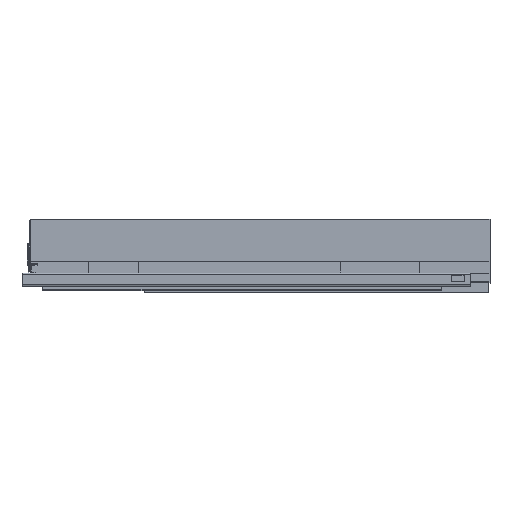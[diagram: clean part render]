
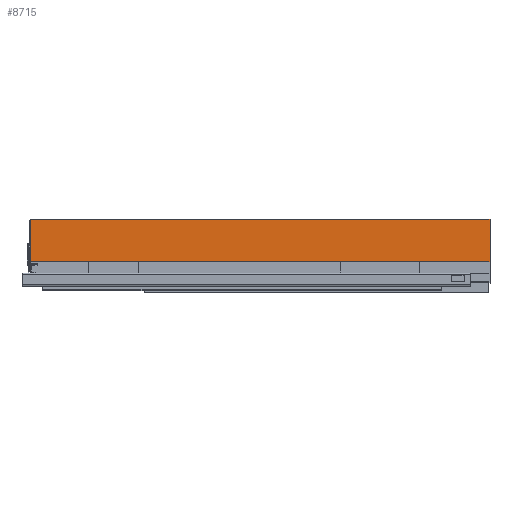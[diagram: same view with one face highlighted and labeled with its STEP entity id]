
A CAD part, top view. The second image highlights one B-rep face of the part: STEP entity #8715.
In plain terms, the highlighted planar face has unit normal (0, 0, 1).
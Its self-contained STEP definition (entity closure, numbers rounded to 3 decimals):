
#400 = FACE_OUTER_BOUND ( 'NONE', #4276, .T. ) ;
#1320 = LINE ( 'NONE', #4694, #2288 ) ;
#1434 = ORIENTED_EDGE ( 'NONE', *, *, #7998, .F. ) ;
#2288 = VECTOR ( 'NONE', #8033, 1000. ) ;
#2992 = CARTESIAN_POINT ( 'NONE',  ( -640., 89., 13.5 ) ) ;
#3096 = LINE ( 'NONE', #8215, #4958 ) ;
#3214 = DIRECTION ( 'NONE',  ( 1., 0., 0. ) ) ;
#3713 = DIRECTION ( 'NONE',  ( 0., 0., 1. ) ) ;
#3791 = CARTESIAN_POINT ( 'NONE',  ( 0., 89., 13.5 ) ) ;
#4276 = EDGE_LOOP ( 'NONE', ( #1434, #8891, #9825, #4533 ) ) ;
#4533 = ORIENTED_EDGE ( 'NONE', *, *, #7624, .T. ) ;
#4675 = CARTESIAN_POINT ( 'NONE',  ( -640., 89., 13.5 ) ) ;
#4694 = CARTESIAN_POINT ( 'NONE',  ( 0., 89., 13.5 ) ) ;
#4958 = VECTOR ( 'NONE', #7396, 1000. ) ;
#5365 = LINE ( 'NONE', #8720, #5987 ) ;
#5578 = DIRECTION ( 'NONE',  ( 0., -1., 0. ) ) ;
#5646 = AXIS2_PLACEMENT_3D ( 'NONE', #2992, #3713, #5578 ) ;
#5917 = CARTESIAN_POINT ( 'NONE',  ( 0., 30., 13.5 ) ) ;
#5987 = VECTOR ( 'NONE', #3214, 1000. ) ;
#6144 = VERTEX_POINT ( 'NONE', #6643 ) ;
#6643 = CARTESIAN_POINT ( 'NONE',  ( -640., 89., 13.5 ) ) ;
#6728 = VERTEX_POINT ( 'NONE', #3791 ) ;
#6804 = EDGE_CURVE ( 'NONE', #6144, #9765, #7209, .T. ) ;
#7209 = LINE ( 'NONE', #4675, #7747 ) ;
#7396 = DIRECTION ( 'NONE',  ( 1., 0., 0. ) ) ;
#7593 = EDGE_CURVE ( 'NONE', #6144, #6728, #5365, .T. ) ;
#7624 = EDGE_CURVE ( 'NONE', #9765, #10135, #3096, .T. ) ;
#7747 = VECTOR ( 'NONE', #8079, 1000. ) ;
#7998 = EDGE_CURVE ( 'NONE', #6728, #10135, #1320, .T. ) ;
#8033 = DIRECTION ( 'NONE',  ( 0., -1., 0. ) ) ;
#8079 = DIRECTION ( 'NONE',  ( 0., -1., 0. ) ) ;
#8215 = CARTESIAN_POINT ( 'NONE',  ( -640., 30., 13.5 ) ) ;
#8394 = CARTESIAN_POINT ( 'NONE',  ( -640., 30., 13.5 ) ) ;
#8715 = ADVANCED_FACE ( 'NONE', ( #400 ), #10470, .T. ) ;
#8720 = CARTESIAN_POINT ( 'NONE',  ( -640., 89., 13.5 ) ) ;
#8891 = ORIENTED_EDGE ( 'NONE', *, *, #7593, .F. ) ;
#9765 = VERTEX_POINT ( 'NONE', #8394 ) ;
#9825 = ORIENTED_EDGE ( 'NONE', *, *, #6804, .T. ) ;
#10135 = VERTEX_POINT ( 'NONE', #5917 ) ;
#10470 = PLANE ( 'NONE',  #5646 ) ;
